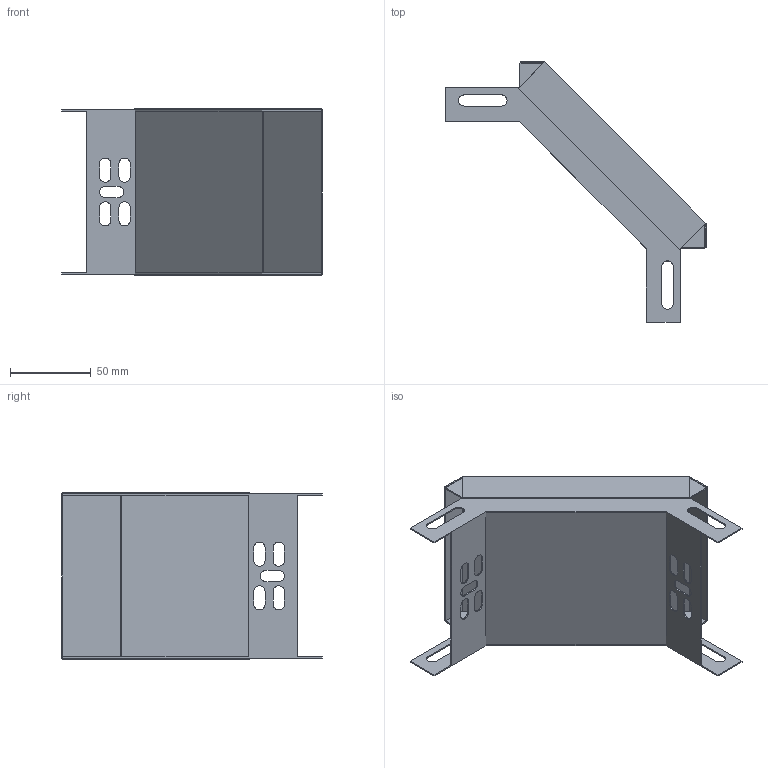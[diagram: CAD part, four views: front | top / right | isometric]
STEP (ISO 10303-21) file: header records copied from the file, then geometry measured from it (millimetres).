
FILE_DESCRIPTION (( 'STEP AP203' ), '1' );
FILE_NAME ('CLP1N-035-100-1 Ïîâîðîò íà 90 ãð. âåðòèêàëüíûé âíåøíèé 35õ100 ìì..STEP', '2016-03-03T07:09:02', ( '' ), ( '' ), 'SwSTEP 2.0', 'SolidWorks 2014', '' );
FILE_SCHEMA (( 'CONFIG_CONTROL_DESIGN' ));
Length unit declared in the file: millimetre
Products named in the file (1): CLP1N-035-100-1 Ïîâîðîò íà 90 ãð. âåðòèêàëüíûé âíåøíèé 35õ100 ìì.
Bounding box: 161.31 x 161.31 x 103.2 mm (x, y, z)
Volume: 42605.2 mm3; surface area: 108286.5 mm2
Topology: 2 solids, 2 shells, 122 faces, 334 edges, 216 vertices
Faces by surface type: plane 92, cylinder 30
Entity records: 3949 total; most frequent: CARTESIAN_POINT 673, ORIENTED_EDGE 668, DIRECTION 640, EDGE_CURVE 334, VECTOR 274, LINE 274, VERTEX_POINT 216, AXIS2_PLACEMENT_3D 183
